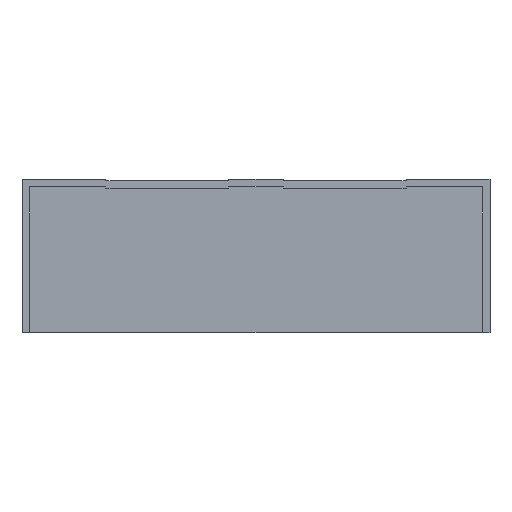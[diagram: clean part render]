
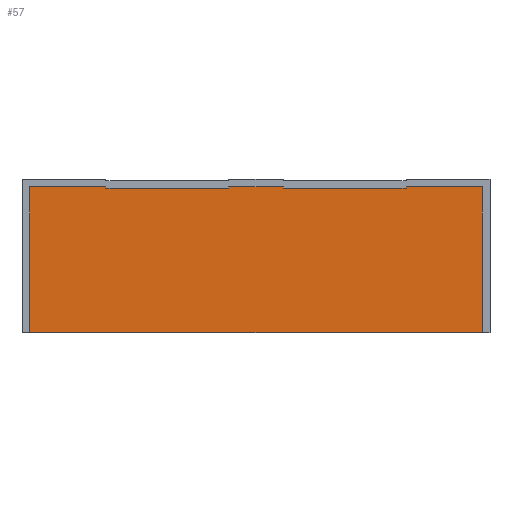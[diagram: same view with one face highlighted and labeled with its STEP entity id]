
A CAD part, left-side view. The second image highlights one B-rep face of the part: STEP entity #57.
In plain terms, the highlighted planar face has unit normal (-1, 0, 0).
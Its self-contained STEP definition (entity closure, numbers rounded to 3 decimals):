
#31 = CARTESIAN_POINT ( 'NONE',  ( -2., -50.5, 0. ) ) ;
#36 = EDGE_CURVE ( 'NONE', #860, #767, #376, .T. ) ;
#44 = EDGE_CURVE ( 'NONE', #809, #767, #367, .T. ) ;
#46 = EDGE_CURVE ( 'NONE', #852, #580, #373, .T. ) ;
#52 = EDGE_CURVE ( 'NONE', #860, #591, #362, .T. ) ;
#57 = ADVANCED_FACE ( 'NONE', ( #349 ), #404, .T. ) ;
#61 = EDGE_CURVE ( 'NONE', #580, #591, #347, .T. ) ;
#62 = VECTOR ( 'NONE', #290, 1000. ) ;
#65 = EDGE_CURVE ( 'NONE', #656, #527, #348, .T. ) ;
#67 = LINE ( 'NONE', #287, #62 ) ;
#96 = EDGE_CURVE ( 'NONE', #532, #403, #336, .T. ) ;
#107 = EDGE_CURVE ( 'NONE', #837, #490, #360, .T. ) ;
#143 = DIRECTION ( 'NONE',  ( 0., 0., -1. ) ) ;
#170 = CARTESIAN_POINT ( 'NONE',  ( -2., -50.5, 53.5 ) ) ;
#175 = DIRECTION ( 'NONE',  ( 0., 0., 1. ) ) ;
#180 = VECTOR ( 'NONE', #229, 1000. ) ;
#189 = LINE ( 'NONE', #319, #180 ) ;
#219 = CARTESIAN_POINT ( 'NONE',  ( -2., 87.5, 0. ) ) ;
#229 = DIRECTION ( 'NONE',  ( 0., -1., 0. ) ) ;
#239 = VECTOR ( 'NONE', #522, 1000. ) ;
#241 = LINE ( 'NONE', #508, #239 ) ;
#282 = CARTESIAN_POINT ( 'NONE',  ( -2., 115.5, 55.5 ) ) ;
#287 = CARTESIAN_POINT ( 'NONE',  ( -2., 43., 0. ) ) ;
#290 = DIRECTION ( 'NONE',  ( 0., 1., 0. ) ) ;
#318 = DIRECTION ( 'NONE',  ( 0., -1., 0. ) ) ;
#319 = CARTESIAN_POINT ( 'NONE',  ( -2., -52.5, 53.5 ) ) ;
#328 = DIRECTION ( 'NONE',  ( 0., 0., 1. ) ) ;
#332 = VECTOR ( 'NONE', #175, 1000. ) ;
#336 = LINE ( 'NONE', #219, #343 ) ;
#342 = VECTOR ( 'NONE', #364, 1000. ) ;
#343 = VECTOR ( 'NONE', #143, 1000. ) ;
#344 = CARTESIAN_POINT ( 'NONE',  ( -2., 22.5, 53. ) ) ;
#347 = LINE ( 'NONE', #344, #354 ) ;
#348 = LINE ( 'NONE', #350, #342 ) ;
#349 = FACE_OUTER_BOUND ( 'NONE', #458, .T. ) ;
#350 = CARTESIAN_POINT ( 'NONE',  ( -2., 42.5, 0. ) ) ;
#353 = VECTOR ( 'NONE', #487, 1000. ) ;
#354 = VECTOR ( 'NONE', #318, 1000. ) ;
#356 = VECTOR ( 'NONE', #416, 1000. ) ;
#360 = LINE ( 'NONE', #282, #332 ) ;
#361 = VECTOR ( 'NONE', #463, 1000. ) ;
#362 = LINE ( 'NONE', #378, #353 ) ;
#364 = DIRECTION ( 'NONE',  ( 0., 0., -1. ) ) ;
#366 = VECTOR ( 'NONE', #512, 1000. ) ;
#367 = LINE ( 'NONE', #491, #361 ) ;
#373 = LINE ( 'NONE', #525, #356 ) ;
#376 = LINE ( 'NONE', #540, #366 ) ;
#378 = CARTESIAN_POINT ( 'NONE',  ( -2., -22.5, 0. ) ) ;
#387 = CARTESIAN_POINT ( 'NONE',  ( -2., 22.5, 53.5 ) ) ;
#390 = DIRECTION ( 'NONE',  ( -1., 0., 0. ) ) ;
#391 = EDGE_CURVE ( 'NONE', #532, #490, #547, .T. ) ;
#399 = CARTESIAN_POINT ( 'NONE',  ( -2., 0., 0. ) ) ;
#403 = VERTEX_POINT ( 'NONE', #830 ) ;
#404 = PLANE ( 'NONE',  #558 ) ;
#416 = DIRECTION ( 'NONE',  ( 0., 0., -1. ) ) ;
#431 = ORIENTED_EDGE ( 'NONE', *, *, #96, .F. ) ;
#457 = ORIENTED_EDGE ( 'NONE', *, *, #896, .F. ) ;
#458 = EDGE_LOOP ( 'NONE', ( #752, #476, #632, #431, #780, #465, #457, #564, #694, #544, #468, #877 ) ) ;
#463 = DIRECTION ( 'NONE',  ( 0., 0., 1. ) ) ;
#465 = ORIENTED_EDGE ( 'NONE', *, *, #107, .F. ) ;
#468 = ORIENTED_EDGE ( 'NONE', *, *, #61, .F. ) ;
#476 = ORIENTED_EDGE ( 'NONE', *, *, #65, .T. ) ;
#487 = DIRECTION ( 'NONE',  ( 0., 0., -1. ) ) ;
#490 = VERTEX_POINT ( 'NONE', #755 ) ;
#491 = CARTESIAN_POINT ( 'NONE',  ( -2., -50.5, 55.5 ) ) ;
#508 = CARTESIAN_POINT ( 'NONE',  ( -2., 42.5, 53. ) ) ;
#512 = DIRECTION ( 'NONE',  ( 0., -1., 0. ) ) ;
#522 = DIRECTION ( 'NONE',  ( 0., 1., 0. ) ) ;
#525 = CARTESIAN_POINT ( 'NONE',  ( -2., 22.5, 0. ) ) ;
#527 = VERTEX_POINT ( 'NONE', #729 ) ;
#532 = VERTEX_POINT ( 'NONE', #724 ) ;
#540 = CARTESIAN_POINT ( 'NONE',  ( -2., -52.5, 53.5 ) ) ;
#544 = ORIENTED_EDGE ( 'NONE', *, *, #52, .T. ) ;
#547 = LINE ( 'NONE', #828, #689 ) ;
#558 = AXIS2_PLACEMENT_3D ( 'NONE', #399, #390, #328 ) ;
#564 = ORIENTED_EDGE ( 'NONE', *, *, #44, .T. ) ;
#580 = VERTEX_POINT ( 'NONE', #683 ) ;
#591 = VERTEX_POINT ( 'NONE', #687 ) ;
#605 = CARTESIAN_POINT ( 'NONE',  ( -2., 42.5, 53.5 ) ) ;
#632 = ORIENTED_EDGE ( 'NONE', *, *, #702, .T. ) ;
#656 = VERTEX_POINT ( 'NONE', #605 ) ;
#683 = CARTESIAN_POINT ( 'NONE',  ( -2., 22.5, 53. ) ) ;
#687 = CARTESIAN_POINT ( 'NONE',  ( -2., -22.5, 53. ) ) ;
#689 = VECTOR ( 'NONE', #827, 1000. ) ;
#694 = ORIENTED_EDGE ( 'NONE', *, *, #36, .F. ) ;
#702 = EDGE_CURVE ( 'NONE', #527, #403, #241, .T. ) ;
#709 = CARTESIAN_POINT ( 'NONE',  ( -2., 115.5, 0. ) ) ;
#724 = CARTESIAN_POINT ( 'NONE',  ( -2., 87.5, 53.5 ) ) ;
#729 = CARTESIAN_POINT ( 'NONE',  ( -2., 42.5, 53. ) ) ;
#745 = EDGE_CURVE ( 'NONE', #656, #852, #189, .T. ) ;
#752 = ORIENTED_EDGE ( 'NONE', *, *, #745, .F. ) ;
#755 = CARTESIAN_POINT ( 'NONE',  ( -2., 115.5, 53.5 ) ) ;
#767 = VERTEX_POINT ( 'NONE', #170 ) ;
#769 = CARTESIAN_POINT ( 'NONE',  ( -2., -22.5, 53.5 ) ) ;
#780 = ORIENTED_EDGE ( 'NONE', *, *, #391, .T. ) ;
#809 = VERTEX_POINT ( 'NONE', #31 ) ;
#827 = DIRECTION ( 'NONE',  ( 0., 1., 0. ) ) ;
#828 = CARTESIAN_POINT ( 'NONE',  ( -2., 117.5, 53.5 ) ) ;
#830 = CARTESIAN_POINT ( 'NONE',  ( -2., 87.5, 53. ) ) ;
#837 = VERTEX_POINT ( 'NONE', #709 ) ;
#852 = VERTEX_POINT ( 'NONE', #387 ) ;
#860 = VERTEX_POINT ( 'NONE', #769 ) ;
#877 = ORIENTED_EDGE ( 'NONE', *, *, #46, .F. ) ;
#896 = EDGE_CURVE ( 'NONE', #809, #837, #67, .T. ) ;
